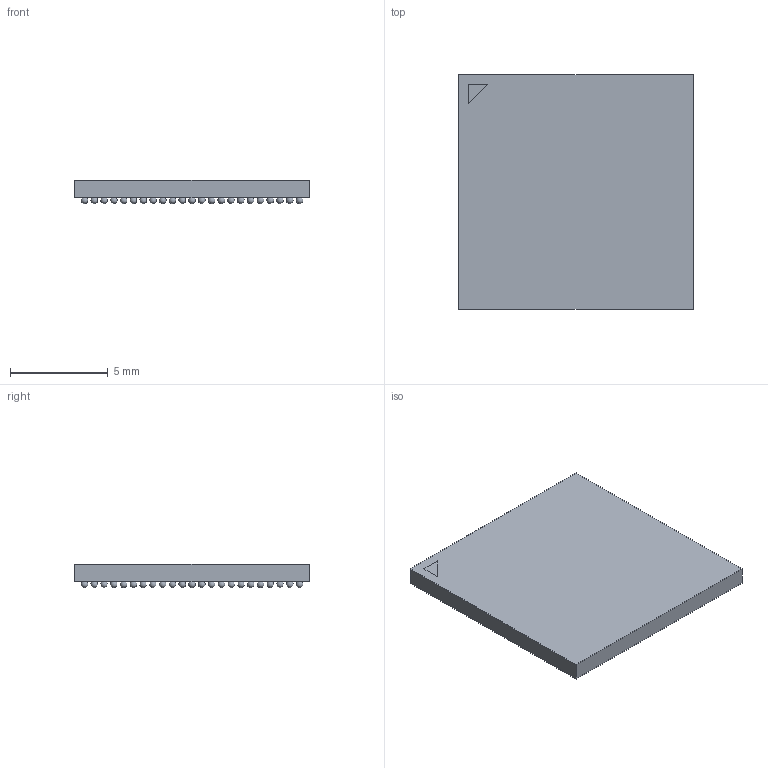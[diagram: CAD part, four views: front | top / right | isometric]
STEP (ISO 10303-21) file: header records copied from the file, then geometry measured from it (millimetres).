
FILE_DESCRIPTION(/* description */ (''),/* implementation_level */ '2;1');
FILE_NAME(/* name */ 'BGA353C50P23X23_1200X1200X110.stp',/* time_stamp */ '2016-02-04T13:43:40+01:00',/* author */ ('riccim'),/* organization */ (''),/* preprocessor_version */ 'ST-DEVELOPER v15.5',/* originating_system */ 'AutoCAD Mechanical',/* authorisation */ '');
FILE_SCHEMA (('AUTOMOTIVE_DESIGN { 1 0 10303 214 3 1 1 }'));
Length unit declared in the file: millimetre
Products named in the file (1): Product
Bounding box: 12 x 12 x 1.2 mm (x, y, z)
Volume: 137.5 mm3; surface area: 468.7 mm2
Topology: 355 solids, 355 shells, 368 faces, 1089 edges, 726 vertices
Faces by surface type: sphere 353, plane 15
Entity records: 8541 total; most frequent: CARTESIAN_POINT 1478, DIRECTION 1474, ORIENTED_EDGE 766, VERTEX_POINT 726, AXIS2_PLACEMENT_3D 722, EDGE_CURVE 383, EDGE_LOOP 369, FACE_OUTER_BOUND 368
